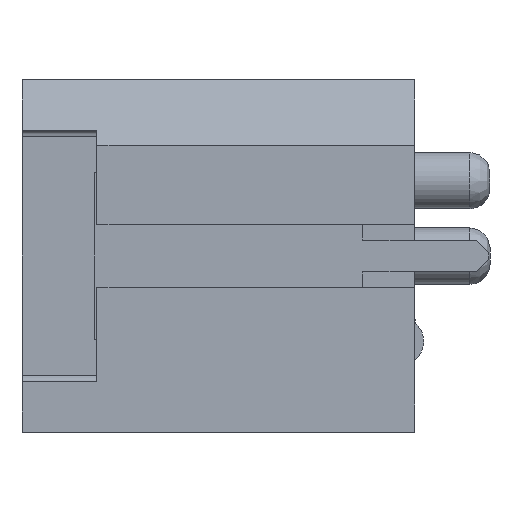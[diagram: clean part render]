
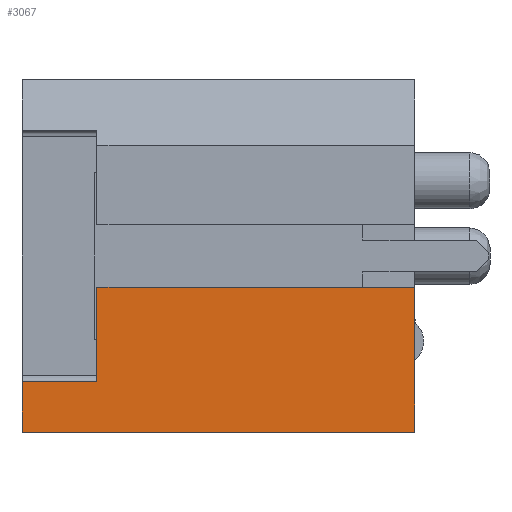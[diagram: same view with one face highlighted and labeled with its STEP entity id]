
A CAD part, left-side view. The second image highlights one B-rep face of the part: STEP entity #3067.
In plain terms, the highlighted planar face has unit normal (-1, 0, 0).
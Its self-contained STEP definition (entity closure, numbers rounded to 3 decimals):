
#3067 = ADVANCED_FACE( '', ( #7163 ), #7164, .F. );
#7163 = FACE_OUTER_BOUND( '', #12339, .T. );
#7164 = PLANE( '', #12340 );
#12339 = EDGE_LOOP( '', ( #22212, #22213, #22214, #22215, #22216, #22217 ) );
#12340 = AXIS2_PLACEMENT_3D( '', #22218, #22219, #22220 );
#22212 = ORIENTED_EDGE( '', *, *, #36501, .F. );
#22213 = ORIENTED_EDGE( '', *, *, #34217, .F. );
#22214 = ORIENTED_EDGE( '', *, *, #36502, .T. );
#22215 = ORIENTED_EDGE( '', *, *, #36376, .T. );
#22216 = ORIENTED_EDGE( '', *, *, #36503, .F. );
#22217 = ORIENTED_EDGE( '', *, *, #36504, .F. );
#22218 = CARTESIAN_POINT( '', ( -12.6, 7.8, -3.5 ) );
#22219 = DIRECTION( '', ( 1., 0., 0. ) );
#22220 = DIRECTION( '', ( 0., 0., -1. ) );
#34217 = EDGE_CURVE( '', #42320, #42322, #42323, .T. );
#36376 = EDGE_CURVE( '', #45793, #45791, #45794, .T. );
#36501 = EDGE_CURVE( '', #42322, #45982, #45983, .T. );
#36502 = EDGE_CURVE( '', #42320, #45793, #45984, .T. );
#36503 = EDGE_CURVE( '', #45985, #45791, #45986, .T. );
#36504 = EDGE_CURVE( '', #45982, #45985, #45987, .T. );
#42320 = VERTEX_POINT( '', #53649 );
#42322 = VERTEX_POINT( '', #53652 );
#42323 = LINE( '', #53653, #53654 );
#45791 = VERTEX_POINT( '', #58510 );
#45793 = VERTEX_POINT( '', #58513 );
#45794 = LINE( '', #58514, #58515 );
#45982 = VERTEX_POINT( '', #58781 );
#45983 = LINE( '', #58782, #58783 );
#45984 = LINE( '', #58784, #58785 );
#45985 = VERTEX_POINT( '', #58786 );
#45986 = LINE( '', #58787, #58788 );
#45987 = LINE( '', #58789, #58790 );
#53649 = CARTESIAN_POINT( '', ( -12.6, 7.8, -3.5 ) );
#53652 = CARTESIAN_POINT( '', ( -12.6, 7.8, -2.5 ) );
#53653 = CARTESIAN_POINT( '', ( -12.6, 7.8, -3.5 ) );
#53654 = VECTOR( '', #65680, 1000. );
#58510 = CARTESIAN_POINT( '', ( -12.6, 0., -0.625 ) );
#58513 = CARTESIAN_POINT( '', ( -12.6, 0., -3.5 ) );
#58514 = CARTESIAN_POINT( '', ( -12.6, 0., -3.5 ) );
#58515 = VECTOR( '', #68243, 1000. );
#58781 = CARTESIAN_POINT( '', ( -12.6, 6.31, -2.5 ) );
#58782 = CARTESIAN_POINT( '', ( -12.6, 7.8, -2.5 ) );
#58783 = VECTOR( '', #68370, 1000. );
#58784 = CARTESIAN_POINT( '', ( -12.6, 7.8, -3.5 ) );
#58785 = VECTOR( '', #68371, 1000. );
#58786 = CARTESIAN_POINT( '', ( -12.6, 6.31, -0.625 ) );
#58787 = CARTESIAN_POINT( '', ( -12.6, 7.8, -0.625 ) );
#58788 = VECTOR( '', #68372, 1000. );
#58789 = CARTESIAN_POINT( '', ( -12.6, 6.31, -3.5 ) );
#58790 = VECTOR( '', #68373, 1000. );
#65680 = DIRECTION( '', ( 0., 0., 1. ) );
#68243 = DIRECTION( '', ( 0., 0., 1. ) );
#68370 = DIRECTION( '', ( 0., -1., 0. ) );
#68371 = DIRECTION( '', ( 0., -1., 0. ) );
#68372 = DIRECTION( '', ( 0., -1., 0. ) );
#68373 = DIRECTION( '', ( 0., 0., 1. ) );
